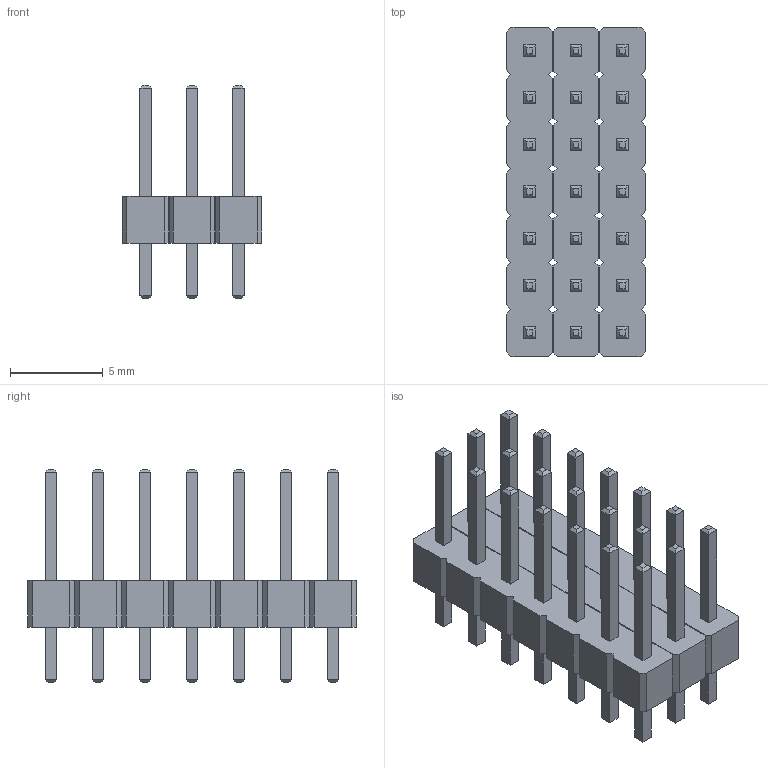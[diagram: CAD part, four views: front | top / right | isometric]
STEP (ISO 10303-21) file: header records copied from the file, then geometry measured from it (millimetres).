
FILE_DESCRIPTION(/* description */ (''),/* implementation_level */ '2;1');
FILE_NAME(/* name */ 'PinHeader_1x07_P2.54mm_Vertica v2.step',/* time_stamp */ '2024-02-20T11:13:24+05:30',/* author */ (''),/* organization */ (''),/* preprocessor_version */ 'ST-DEVELOPER v20',/* originating_system */ 'Autodesk Translation Framework v12.14.0.127',/* authorisation */ '');
FILE_SCHEMA (('AUTOMOTIVE_DESIGN { 1 0 10303 214 3 1 1 }'));
Length unit declared in the file: millimetre
Products named in the file (1): PinHeader_1x07_P2.54mm_Vertica
Bounding box: 7.54 x 17.78 x 11.54 mm (x, y, z)
Volume: 413.5 mm3; surface area: 1061.9 mm2
Topology: 3 solids, 3 shells, 516 faces, 1236 edges, 768 vertices
Faces by surface type: plane 516
Entity records: 14977 total; most frequent: CARTESIAN_POINT 2521, ORIENTED_EDGE 2472, DIRECTION 2270, LINE 1236, VECTOR 1236, EDGE_CURVE 1236, VERTEX_POINT 768, EDGE_LOOP 558
